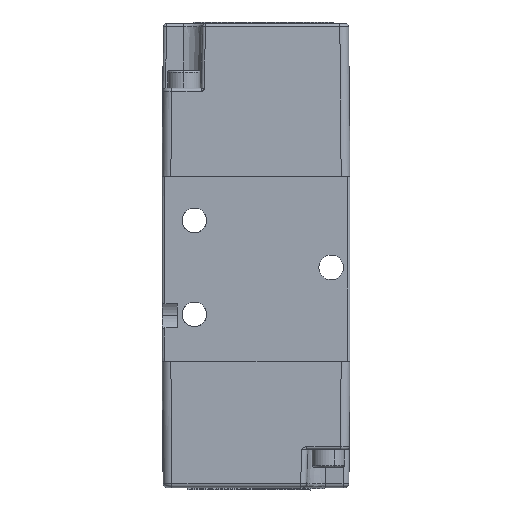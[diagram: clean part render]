
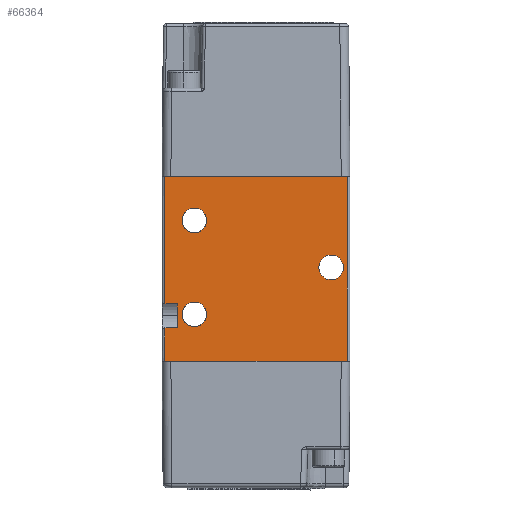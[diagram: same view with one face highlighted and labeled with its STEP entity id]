
A CAD part, left-side view. The second image highlights one B-rep face of the part: STEP entity #66364.
In plain terms, the highlighted planar face has unit normal (-1, 0, 0).
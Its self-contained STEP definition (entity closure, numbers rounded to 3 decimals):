
#1256 = CARTESIAN_POINT ( 'NONE',  ( 61.391, 59.136, 105.587 ) ) ;
#1655 = EDGE_CURVE ( 'NONE', #72032, #50979, #14181, .T. ) ;
#1670 = DIRECTION ( 'NONE',  ( 0., -1., 0. ) ) ;
#2335 = CARTESIAN_POINT ( 'NONE',  ( 61.391, 82.436, 95.487 ) ) ;
#3728 = ORIENTED_EDGE ( 'NONE', *, *, #72621, .T. ) ;
#4939 = DIRECTION ( 'NONE',  ( 1., 0., 0. ) ) ;
#5145 = VECTOR ( 'NONE', #33647, 1000. ) ;
#5582 = EDGE_LOOP ( 'NONE', ( #40256, #24812 ) ) ;
#5815 = VERTEX_POINT ( 'NONE', #45680 ) ;
#6237 = ORIENTED_EDGE ( 'NONE', *, *, #57765, .T. ) ;
#6537 = EDGE_CURVE ( 'NONE', #50979, #72032, #63648, .T. ) ;
#7111 = EDGE_LOOP ( 'NONE', ( #13815, #15708 ) ) ;
#7239 = DIRECTION ( 'NONE',  ( 0., 0., -1. ) ) ;
#8182 = VERTEX_POINT ( 'NONE', #14728 ) ;
#9927 = CARTESIAN_POINT ( 'NONE',  ( 61.391, 87.436, 99.377 ) ) ;
#10269 = CARTESIAN_POINT ( 'NONE',  ( 61.391, 87.936, 99.377 ) ) ;
#11076 = CARTESIAN_POINT ( 'NONE',  ( 61.391, 87.436, 121.087 ) ) ;
#11291 = LINE ( 'NONE', #69691, #44837 ) ;
#13787 = DIRECTION ( 'NONE',  ( 0., 0., -1. ) ) ;
#13815 = ORIENTED_EDGE ( 'NONE', *, *, #6537, .T. ) ;
#14181 = CIRCLE ( 'NONE', #19327, 2.1 ) ;
#14728 = CARTESIAN_POINT ( 'NONE',  ( 61.391, 82.436, 111.487 ) ) ;
#15335 = CARTESIAN_POINT ( 'NONE',  ( 61.391, 59.136, 105.587 ) ) ;
#15708 = ORIENTED_EDGE ( 'NONE', *, *, #1655, .T. ) ;
#17623 = FACE_OUTER_BOUND ( 'NONE', #63207, .T. ) ;
#18136 = DIRECTION ( 'NONE',  ( 1., 0., 0. ) ) ;
#18643 = CARTESIAN_POINT ( 'NONE',  ( 61.391, 82.436, 99.687 ) ) ;
#19327 = AXIS2_PLACEMENT_3D ( 'NONE', #63486, #44981, #27928 ) ;
#19545 = AXIS2_PLACEMENT_3D ( 'NONE', #40712, #4939, #46598 ) ;
#21348 = DIRECTION ( 'NONE',  ( 0., 0., -1. ) ) ;
#22238 = CARTESIAN_POINT ( 'NONE',  ( 61.391, 87.436, 95.296 ) ) ;
#22805 = EDGE_CURVE ( 'NONE', #70515, #8182, #69020, .T. ) ;
#23106 = VERTEX_POINT ( 'NONE', #71390 ) ;
#24812 = ORIENTED_EDGE ( 'NONE', *, *, #41255, .T. ) ;
#25146 = LINE ( 'NONE', #76014, #52976 ) ;
#25309 = EDGE_CURVE ( 'NONE', #56019, #41319, #63769, .T. ) ;
#26686 = LINE ( 'NONE', #63209, #5145 ) ;
#27123 = VECTOR ( 'NONE', #44401, 1000. ) ;
#27829 = CARTESIAN_POINT ( 'NONE',  ( 61.391, 82.436, 113.587 ) ) ;
#27928 = DIRECTION ( 'NONE',  ( 0., 0., -1. ) ) ;
#29004 = ORIENTED_EDGE ( 'NONE', *, *, #67798, .F. ) ;
#30673 = VERTEX_POINT ( 'NONE', #22238 ) ;
#32209 = EDGE_CURVE ( 'NONE', #72000, #61268, #26686, .T. ) ;
#32500 = CARTESIAN_POINT ( 'NONE',  ( 61.391, 59.136, 103.487 ) ) ;
#33524 = FACE_BOUND ( 'NONE', #5582, .T. ) ;
#33647 = DIRECTION ( 'NONE',  ( 0., 0., -1. ) ) ;
#33837 = DIRECTION ( 'NONE',  ( 0., 0., -1. ) ) ;
#34177 = DIRECTION ( 'NONE',  ( 0., 0., -1. ) ) ;
#34265 = CARTESIAN_POINT ( 'NONE',  ( 61.391, 82.436, 115.687 ) ) ;
#34302 = DIRECTION ( 'NONE',  ( 0., -1., 0. ) ) ;
#35847 = VERTEX_POINT ( 'NONE', #51019 ) ;
#36036 = EDGE_CURVE ( 'NONE', #61268, #35847, #66752, .T. ) ;
#38485 = CARTESIAN_POINT ( 'NONE',  ( 61.391, 85.336, 89.587 ) ) ;
#39386 = ORIENTED_EDGE ( 'NONE', *, *, #73107, .F. ) ;
#40256 = ORIENTED_EDGE ( 'NONE', *, *, #25309, .T. ) ;
#40712 = CARTESIAN_POINT ( 'NONE',  ( 61.391, 82.436, 97.587 ) ) ;
#41255 = EDGE_CURVE ( 'NONE', #41319, #56019, #60623, .T. ) ;
#41319 = VERTEX_POINT ( 'NONE', #74782 ) ;
#42931 = DIRECTION ( 'NONE',  ( 1., 0., 0. ) ) ;
#43065 = CARTESIAN_POINT ( 'NONE',  ( 61.391, 87.936, 121.087 ) ) ;
#44401 = DIRECTION ( 'NONE',  ( 0., 0., -1. ) ) ;
#44631 = AXIS2_PLACEMENT_3D ( 'NONE', #55062, #49370, #13787 ) ;
#44837 = VECTOR ( 'NONE', #34177, 1000. ) ;
#44981 = DIRECTION ( 'NONE',  ( 1., 0., 0. ) ) ;
#44997 = VERTEX_POINT ( 'NONE', #62644 ) ;
#45204 = EDGE_CURVE ( 'NONE', #59981, #30673, #46365, .T. ) ;
#45285 = CARTESIAN_POINT ( 'NONE',  ( 61.391, 87.936, 89.587 ) ) ;
#45680 = CARTESIAN_POINT ( 'NONE',  ( 61.391, 87.436, 89.587 ) ) ;
#46365 = LINE ( 'NONE', #63922, #76070 ) ;
#46598 = DIRECTION ( 'NONE',  ( 0., 0., -1. ) ) ;
#48810 = CIRCLE ( 'NONE', #55623, 2.1 ) ;
#49100 = ORIENTED_EDGE ( 'NONE', *, *, #36036, .T. ) ;
#49240 = FACE_BOUND ( 'NONE', #73610, .T. ) ;
#49370 = DIRECTION ( 'NONE',  ( 1., 0., 0. ) ) ;
#50259 = EDGE_CURVE ( 'NONE', #44997, #23106, #25146, .T. ) ;
#50908 = LINE ( 'NONE', #45285, #68567 ) ;
#50979 = VERTEX_POINT ( 'NONE', #2335 ) ;
#51019 = CARTESIAN_POINT ( 'NONE',  ( 61.391, 85.336, 99.377 ) ) ;
#51117 = FACE_BOUND ( 'NONE', #7111, .T. ) ;
#52469 = DIRECTION ( 'NONE',  ( 0., 1., 0. ) ) ;
#52976 = VECTOR ( 'NONE', #64104, 1000. ) ;
#53207 = AXIS2_PLACEMENT_3D ( 'NONE', #27829, #69350, #33837 ) ;
#53724 = CARTESIAN_POINT ( 'NONE',  ( 61.391, 82.436, 113.587 ) ) ;
#53961 = LINE ( 'NONE', #43065, #66045 ) ;
#55062 = CARTESIAN_POINT ( 'NONE',  ( 61.391, 55.936, 89.587 ) ) ;
#55623 = AXIS2_PLACEMENT_3D ( 'NONE', #53724, #18136, #59692 ) ;
#56019 = VERTEX_POINT ( 'NONE', #32500 ) ;
#56097 = ORIENTED_EDGE ( 'NONE', *, *, #63930, .T. ) ;
#56876 = DIRECTION ( 'NONE',  ( 1., 0., 0. ) ) ;
#57202 = DIRECTION ( 'NONE',  ( 0., 1., 0. ) ) ;
#57765 = EDGE_CURVE ( 'NONE', #8182, #70515, #48810, .T. ) ;
#58383 = AXIS2_PLACEMENT_3D ( 'NONE', #1256, #42931, #7239 ) ;
#59692 = DIRECTION ( 'NONE',  ( 0., 0., -1. ) ) ;
#59981 = VERTEX_POINT ( 'NONE', #62351 ) ;
#60623 = CIRCLE ( 'NONE', #60632, 2.1 ) ;
#60632 = AXIS2_PLACEMENT_3D ( 'NONE', #15335, #56876, #21348 ) ;
#61268 = VERTEX_POINT ( 'NONE', #9927 ) ;
#61284 = ORIENTED_EDGE ( 'NONE', *, *, #50259, .T. ) ;
#62351 = CARTESIAN_POINT ( 'NONE',  ( 61.391, 85.336, 95.296 ) ) ;
#62644 = CARTESIAN_POINT ( 'NONE',  ( 61.391, 56.436, 89.587 ) ) ;
#63207 = EDGE_LOOP ( 'NONE', ( #68155, #56097, #29004, #61284, #39386, #73709, #49100, #3728 ) ) ;
#63209 = CARTESIAN_POINT ( 'NONE',  ( 61.391, 87.436, 89.587 ) ) ;
#63486 = CARTESIAN_POINT ( 'NONE',  ( 61.391, 82.436, 97.587 ) ) ;
#63648 = CIRCLE ( 'NONE', #19545, 2.1 ) ;
#63769 = CIRCLE ( 'NONE', #58383, 2.1 ) ;
#63922 = CARTESIAN_POINT ( 'NONE',  ( 61.391, 87.936, 95.296 ) ) ;
#63930 = EDGE_CURVE ( 'NONE', #30673, #5815, #11291, .T. ) ;
#64104 = DIRECTION ( 'NONE',  ( 0., 0., 1. ) ) ;
#66045 = VECTOR ( 'NONE', #1670, 1000. ) ;
#66364 = ADVANCED_FACE ( 'NONE', ( #49240, #51117, #33524, #17623 ), #72983, .F. ) ;
#66752 = LINE ( 'NONE', #10269, #68646 ) ;
#67798 = EDGE_CURVE ( 'NONE', #44997, #5815, #50908, .T. ) ;
#68155 = ORIENTED_EDGE ( 'NONE', *, *, #45204, .T. ) ;
#68567 = VECTOR ( 'NONE', #57202, 1000. ) ;
#68646 = VECTOR ( 'NONE', #34302, 1000. ) ;
#69020 = CIRCLE ( 'NONE', #53207, 2.1 ) ;
#69350 = DIRECTION ( 'NONE',  ( 1., 0., 0. ) ) ;
#69691 = CARTESIAN_POINT ( 'NONE',  ( 61.391, 87.436, 89.587 ) ) ;
#69968 = ORIENTED_EDGE ( 'NONE', *, *, #22805, .T. ) ;
#70515 = VERTEX_POINT ( 'NONE', #34265 ) ;
#71390 = CARTESIAN_POINT ( 'NONE',  ( 61.391, 56.436, 121.087 ) ) ;
#72000 = VERTEX_POINT ( 'NONE', #11076 ) ;
#72032 = VERTEX_POINT ( 'NONE', #18643 ) ;
#72621 = EDGE_CURVE ( 'NONE', #35847, #59981, #74451, .T. ) ;
#72983 = PLANE ( 'NONE',  #44631 ) ;
#73107 = EDGE_CURVE ( 'NONE', #72000, #23106, #53961, .T. ) ;
#73610 = EDGE_LOOP ( 'NONE', ( #6237, #69968 ) ) ;
#73709 = ORIENTED_EDGE ( 'NONE', *, *, #32209, .T. ) ;
#74451 = LINE ( 'NONE', #38485, #27123 ) ;
#74782 = CARTESIAN_POINT ( 'NONE',  ( 61.391, 59.136, 107.687 ) ) ;
#76014 = CARTESIAN_POINT ( 'NONE',  ( 61.391, 56.436, 89.587 ) ) ;
#76070 = VECTOR ( 'NONE', #52469, 1000. ) ;
